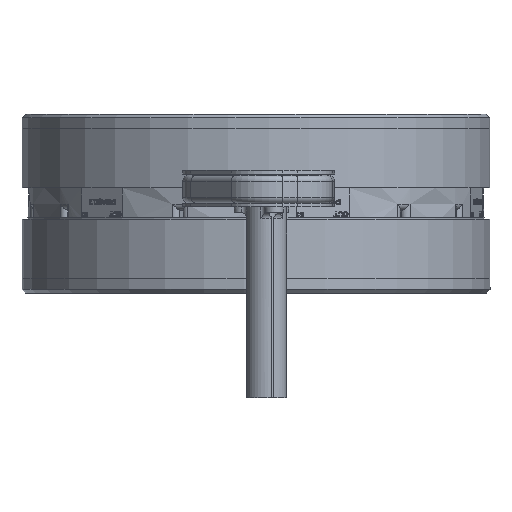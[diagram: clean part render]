
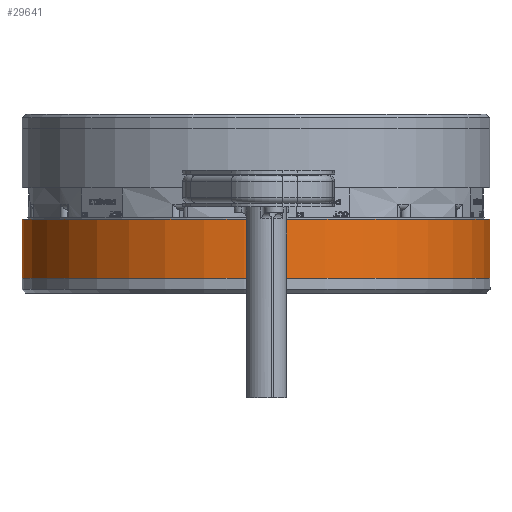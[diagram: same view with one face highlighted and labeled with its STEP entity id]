
A CAD part, front view. The second image highlights one B-rep face of the part: STEP entity #29641.
In plain terms, the highlighted cylindrical face has radius 126.358 mm (diameter 252.716 mm), a full revolution.
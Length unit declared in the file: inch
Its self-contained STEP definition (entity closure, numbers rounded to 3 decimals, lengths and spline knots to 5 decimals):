
#3855=FACE_OUTER_BOUND('',#5759,.T.);
#5759=EDGE_LOOP('',(#27010,#27011,#27012,#27013));
#8504=LINE('',#51570,#11203);
#11203=VECTOR('',#39368,4.97472);
#12191=CIRCLE('',#32208,4.97472);
#12192=CIRCLE('',#32209,4.97472);
#14921=VERTEX_POINT('',#51567);
#14922=VERTEX_POINT('',#51569);
#19000=EDGE_CURVE('',#14921,#14921,#12191,.T.);
#19001=EDGE_CURVE('',#14921,#14922,#8504,.T.);
#19002=EDGE_CURVE('',#14922,#14922,#12192,.T.);
#27010=ORIENTED_EDGE('',*,*,#19000,.F.);
#27011=ORIENTED_EDGE('',*,*,#19001,.T.);
#27012=ORIENTED_EDGE('',*,*,#19002,.F.);
#27013=ORIENTED_EDGE('',*,*,#19001,.F.);
#28119=CYLINDRICAL_SURFACE('',#32207,4.97472);
#29641=ADVANCED_FACE('',(#3855),#28119,.T.);
#32207=AXIS2_PLACEMENT_3D('',#51566,#39364,#39365);
#32208=AXIS2_PLACEMENT_3D('',#51568,#39366,#39367);
#32209=AXIS2_PLACEMENT_3D('',#51571,#39369,#39370);
#39364=DIRECTION('center_axis',(0.,0.,1.));
#39365=DIRECTION('ref_axis',(-1.,0.,0.));
#39366=DIRECTION('center_axis',(0.,0.,1.));
#39367=DIRECTION('ref_axis',(-1.,0.,0.));
#39368=DIRECTION('',(0.,0.,-1.));
#39369=DIRECTION('center_axis',(0.,0.,-1.));
#39370=DIRECTION('ref_axis',(-1.,0.,0.));
#51566=CARTESIAN_POINT('Origin',(0.,0.,
0.));
#51567=CARTESIAN_POINT('',(4.97472,0.,1.25));
#51568=CARTESIAN_POINT('Origin',(0.,0.,
1.25));
#51569=CARTESIAN_POINT('',(4.97472,0.,0.));
#51570=CARTESIAN_POINT('',(4.97472,0.,0.));
#51571=CARTESIAN_POINT('Origin',(0.,0.,
0.));
